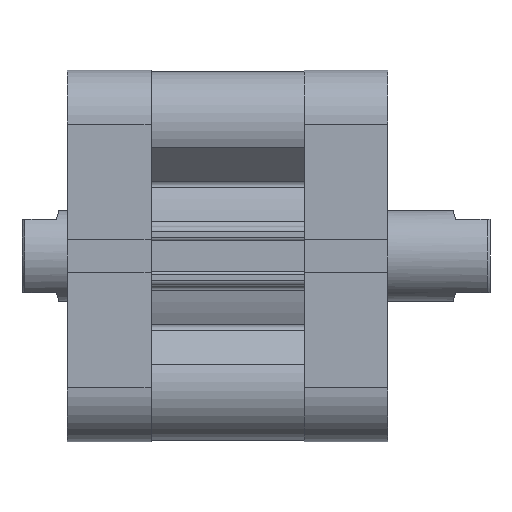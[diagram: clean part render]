
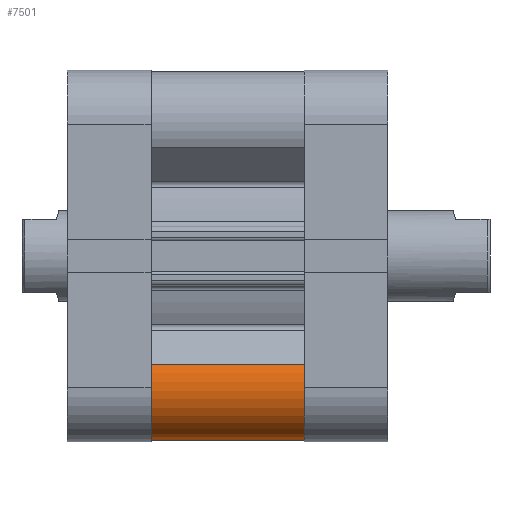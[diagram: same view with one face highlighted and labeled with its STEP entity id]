
A CAD part, front view. The second image highlights one B-rep face of the part: STEP entity #7501.
In plain terms, the highlighted cylindrical face has radius 9.25 mm (diameter 18.5 mm), a partial arc.
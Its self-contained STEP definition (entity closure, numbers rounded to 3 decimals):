
#12 = LINE ( 'NONE', #3932, #13 ) ;
#13 = VECTOR ( 'NONE', #3933, 1000. ) ;
#244 = CIRCLE ( 'NONE', #2625, 9.25 ) ;
#522 = FACE_OUTER_BOUND ( 'NONE', #936, .T. ) ;
#525 = CYLINDRICAL_SURFACE ( 'NONE', #2760, 9.25 ) ;
#936 = EDGE_LOOP ( 'NONE', ( #6661, #6662, #6663, #6664 ) ) ;
#1057 = CARTESIAN_POINT ( 'NONE',  ( -23.25, -23.25, 0. ) ) ;
#1059 = DIRECTION ( 'NONE',  ( 0., 0., 1. ) ) ;
#1060 = DIRECTION ( 'NONE',  ( -1., 0., 0. ) ) ;
#1535 = DIRECTION ( 'NONE',  ( -1., 0., 0. ) ) ;
#1536 = DIRECTION ( 'NONE',  ( 0., 0., -1. ) ) ;
#1537 = CARTESIAN_POINT ( 'NONE',  ( -23.25, -23.25, 27. ) ) ;
#2333 = EDGE_CURVE ( 'NONE', #4862, #5074, #6015, .T. ) ;
#2576 = AXIS2_PLACEMENT_3D ( 'NONE', #3896, #3906, #3907 ) ;
#2625 = AXIS2_PLACEMENT_3D ( 'NONE', #1057, #1059, #1060 ) ;
#2760 = AXIS2_PLACEMENT_3D ( 'NONE', #1537, #1536, #1535 ) ;
#3371 = CARTESIAN_POINT ( 'NONE',  ( -19.184, -31.559, 27. ) ) ;
#3429 = CARTESIAN_POINT ( 'NONE',  ( -32.5, -23.25, 0. ) ) ;
#3506 = CARTESIAN_POINT ( 'NONE',  ( -32.5, -23.25, 27. ) ) ;
#3512 = CARTESIAN_POINT ( 'NONE',  ( -19.184, -31.559, 0. ) ) ;
#3896 = CARTESIAN_POINT ( 'NONE',  ( -23.25, -23.25, 27. ) ) ;
#3906 = DIRECTION ( 'NONE',  ( 0., 0., 1. ) ) ;
#3907 = DIRECTION ( 'NONE',  ( -1., 0., 0. ) ) ;
#3932 = CARTESIAN_POINT ( 'NONE',  ( -32.5, -23.25, 27. ) ) ;
#3933 = DIRECTION ( 'NONE',  ( 0., 0., -1. ) ) ;
#4535 = CARTESIAN_POINT ( 'NONE',  ( -19.184, -31.559, 27. ) ) ;
#4568 = DIRECTION ( 'NONE',  ( 0., 0., -1. ) ) ;
#4862 = VERTEX_POINT ( 'NONE', #3371 ) ;
#4951 = VERTEX_POINT ( 'NONE', #3429 ) ;
#5066 = VERTEX_POINT ( 'NONE', #3506 ) ;
#5074 = VERTEX_POINT ( 'NONE', #3512 ) ;
#6015 = LINE ( 'NONE', #4535, #6025 ) ;
#6025 = VECTOR ( 'NONE', #4568, 1000. ) ;
#6493 = CIRCLE ( 'NONE', #2576, 9.25 ) ;
#6661 = ORIENTED_EDGE ( 'NONE', *, *, #7219, .F. ) ;
#6662 = ORIENTED_EDGE ( 'NONE', *, *, #7230, .T. ) ;
#6663 = ORIENTED_EDGE ( 'NONE', *, *, #7365, .T. ) ;
#6664 = ORIENTED_EDGE ( 'NONE', *, *, #2333, .F. ) ;
#7219 = EDGE_CURVE ( 'NONE', #5066, #4862, #6493, .T. ) ;
#7230 = EDGE_CURVE ( 'NONE', #5066, #4951, #12, .T. ) ;
#7365 = EDGE_CURVE ( 'NONE', #4951, #5074, #244, .T. ) ;
#7501 = ADVANCED_FACE ( 'NONE', ( #522 ), #525, .T. ) ;
